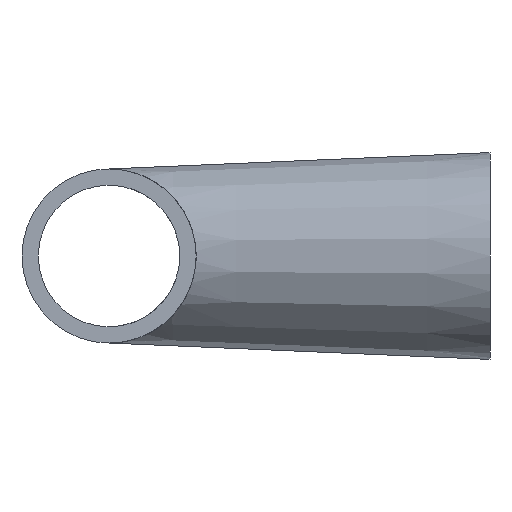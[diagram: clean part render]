
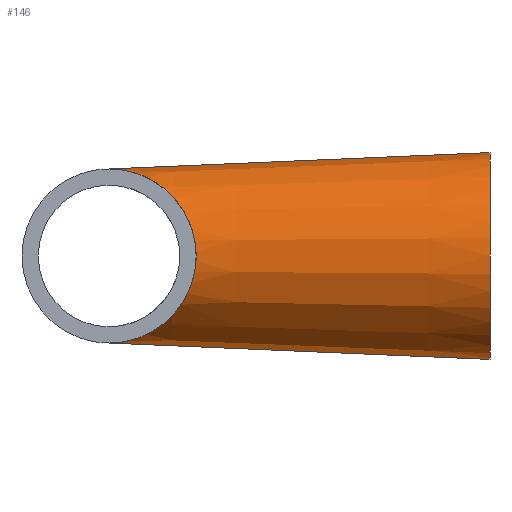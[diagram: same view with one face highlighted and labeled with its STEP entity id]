
A CAD part, left-side view. The second image highlights one B-rep face of the part: STEP entity #146.
In plain terms, the highlighted conical face has half-angle 2.454 degrees and reference radius 8 mm.
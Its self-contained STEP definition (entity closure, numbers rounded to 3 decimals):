
#2 = CARTESIAN_POINT ( 'NONE',  ( -7.933, 27.409, 2.545 ) ) ;
#5 = CARTESIAN_POINT ( 'NONE',  ( -0.301, 34.89, 7.999 ) ) ;
#12 = EDGE_CURVE ( 'NONE', #27, #318, #229, .T. ) ;
#27 = VERTEX_POINT ( 'NONE', #84 ) ;
#30 = ORIENTED_EDGE ( 'NONE', *, *, #377, .F. ) ;
#34 = CARTESIAN_POINT ( 'NONE',  ( -3.764, 31.566, -7.242 ) ) ;
#40 = CARTESIAN_POINT ( 'NONE',  ( -0.687, 34.577, -7.99 ) ) ;
#45 = CARTESIAN_POINT ( 'NONE',  ( -7.957, 27.386, -2.473 ) ) ;
#47 = CARTESIAN_POINT ( 'NONE',  ( 0., 35., 8. ) ) ;
#48 = CARTESIAN_POINT ( 'NONE',  ( -0.159, 34.97, 8. ) ) ;
#51 = CARTESIAN_POINT ( 'NONE',  ( -3.311, 32.017, 7.438 ) ) ;
#71 = VERTEX_POINT ( 'NONE', #86 ) ;
#76 = CARTESIAN_POINT ( 'NONE',  ( -0.163, 34.968, -8. ) ) ;
#78 = EDGE_LOOP ( 'NONE', ( #30, #627, #539, #485, #327 ) ) ;
#83 = CARTESIAN_POINT ( 'NONE',  ( -1.282, 34.017, -7.943 ) ) ;
#84 = CARTESIAN_POINT ( 'NONE',  ( 0., 0., -9.5 ) ) ;
#86 = CARTESIAN_POINT ( 'NONE',  ( 0., 35., 8. ) ) ;
#89 = CARTESIAN_POINT ( 'NONE',  ( -6.398, 28.941, -5.231 ) ) ;
#94 = CARTESIAN_POINT ( 'NONE',  ( -5.007, 30.328, 6.514 ) ) ;
#96 = CARTESIAN_POINT ( 'NONE',  ( -7.746, 27.596, -3.045 ) ) ;
#99 = CARTESIAN_POINT ( 'NONE',  ( -8.32, 27.023, 0.685 ) ) ;
#102 = CARTESIAN_POINT ( 'NONE',  ( -8.239, 27.104, 1.324 ) ) ;
#133 = CARTESIAN_POINT ( 'NONE',  ( -0.305, 34.888, -7.999 ) ) ;
#139 = CARTESIAN_POINT ( 'NONE',  ( -7.176, 28.165, 4.167 ) ) ;
#142 = CARTESIAN_POINT ( 'NONE',  ( 0., 35., -8. ) ) ;
#144 = CARTESIAN_POINT ( 'NONE',  ( -0.367, 34.843, 7.999 ) ) ;
#146 = ADVANCED_FACE ( 'NONE', ( #373 ), #413, .T. ) ;
#147 = LINE ( 'NONE', #142, #607 ) ;
#152 = EDGE_CURVE ( 'NONE', #176, #71, #299, .T. ) ;
#153 = CARTESIAN_POINT ( 'NONE',  ( -1.037, 34.255, 7.968 ) ) ;
#159 = AXIS2_PLACEMENT_3D ( 'NONE', #348, #517, #208 ) ;
#166 = CARTESIAN_POINT ( 'NONE',  ( 0., 35., -8. ) ) ;
#176 = VERTEX_POINT ( 'NONE', #199 ) ;
#177 = CARTESIAN_POINT ( 'NONE',  ( 0., 35., 0. ) ) ;
#182 = CARTESIAN_POINT ( 'NONE',  ( -5.838, 29.5, -5.816 ) ) ;
#187 = CARTESIAN_POINT ( 'NONE',  ( -8.341, 27.001, 0.357 ) ) ;
#196 = CARTESIAN_POINT ( 'NONE',  ( -4.595, 30.739, 6.788 ) ) ;
#198 = DIRECTION ( 'NONE',  ( 0., -0.999, -0.043 ) ) ;
#199 = CARTESIAN_POINT ( 'NONE',  ( -0.001, 35., -8. ) ) ;
#203 = CARTESIAN_POINT ( 'NONE',  ( -1.962, 33.355, 7.842 ) ) ;
#208 = DIRECTION ( 'NONE',  ( 0., 0., 1. ) ) ;
#229 = CIRCLE ( 'NONE', #291, 9.5 ) ;
#239 = DIRECTION ( 'NONE',  ( 0., -0.999, 0.043 ) ) ;
#240 = CARTESIAN_POINT ( 'NONE',  ( -2.418, 32.903, 7.734 ) ) ;
#242 = CARTESIAN_POINT ( 'NONE',  ( -8.344, 26.999, -0.287 ) ) ;
#245 = CARTESIAN_POINT ( 'NONE',  ( -0.679, 34.584, 7.99 ) ) ;
#246 = VECTOR ( 'NONE', #239, 1000. ) ;
#259 = CIRCLE ( 'NONE', #159, 8. ) ;
#275 = CARTESIAN_POINT ( 'NONE',  ( -0.372, 34.839, -7.999 ) ) ;
#280 = CARTESIAN_POINT ( 'NONE',  ( -1.98, 33.337, -7.839 ) ) ;
#285 = CARTESIAN_POINT ( 'NONE',  ( -6.915, 28.425, -4.591 ) ) ;
#290 = CARTESIAN_POINT ( 'NONE',  ( -7.225, 28.116, -4.118 ) ) ;
#291 = AXIS2_PLACEMENT_3D ( 'NONE', #434, #639, #645 ) ;
#293 = CARTESIAN_POINT ( 'NONE',  ( -0.558, 34.693, 7.995 ) ) ;
#297 = CARTESIAN_POINT ( 'NONE',  ( -7.624, 27.717, -3.324 ) ) ;
#299 = B_SPLINE_CURVE_WITH_KNOTS ( 'NONE', 3,
 ( #385, #323, #76, #133, #275, #331, #40, #540, #83, #280, #491, #490, #34, #438, #642, #595, #182, #546, #89, #285, #290, #297, #96, #45, #553, #562, #652, #393, #242, #187, #99, #102, #503, #608, #2, #455, #498, #341, #139, #648, #655, #301, #459, #94, #196, #345, #51, #240, #203, #555, #153, #245, #293, #144, #5, #48, #599, #507 ),
 .UNSPECIFIED., .F., .F.,
 ( 4, 2, 2, 2, 2, 2, 2, 2, 2, 2, 2, 2, 2, 2, 2, 2, 2, 2, 2, 2, 2, 2, 2, 2, 2, 2, 2, 2, 4 ),
 ( 0.053, 0.053, 0.053, 0.054, 0.055, 0.057, 0.059, 0.061, 0.062, 0.063, 0.065, 0.066, 0.066, 0.067, 0.068, 0.069, 0.07, 0.071, 0.072, 0.073, 0.074, 0.076, 0.078, 0.08, 0.082, 0.083, 0.083, 0.084, 0.084 ),
 .UNSPECIFIED. ) ;
#301 = CARTESIAN_POINT ( 'NONE',  ( -6.179, 29.159, 5.494 ) ) ;
#318 = VERTEX_POINT ( 'NONE', #447 ) ;
#323 = CARTESIAN_POINT ( 'NONE',  ( -0.084, 35., -8. ) ) ;
#327 = ORIENTED_EDGE ( 'NONE', *, *, #12, .T. ) ;
#331 = CARTESIAN_POINT ( 'NONE',  ( -0.565, 34.687, -7.995 ) ) ;
#341 = CARTESIAN_POINT ( 'NONE',  ( -7.324, 28.017, 3.915 ) ) ;
#345 = CARTESIAN_POINT ( 'NONE',  ( -3.747, 31.584, 7.25 ) ) ;
#346 = AXIS2_PLACEMENT_3D ( 'NONE', #177, #594, #590 ) ;
#348 = CARTESIAN_POINT ( 'NONE',  ( 0., 35., 0. ) ) ;
#373 = FACE_OUTER_BOUND ( 'NONE', #78, .T. ) ;
#377 = EDGE_CURVE ( 'NONE', #71, #318, #395, .T. ) ;
#385 = CARTESIAN_POINT ( 'NONE',  ( -0.001, 35., -8. ) ) ;
#393 = CARTESIAN_POINT ( 'NONE',  ( -8.326, 27.017, -0.608 ) ) ;
#395 = LINE ( 'NONE', #47, #246 ) ;
#413 = CONICAL_SURFACE ( 'NONE', #346, 8., 0.043 ) ;
#434 = CARTESIAN_POINT ( 'NONE',  ( 0., 0., 0. ) ) ;
#438 = CARTESIAN_POINT ( 'NONE',  ( -4.622, 30.712, -6.771 ) ) ;
#447 = CARTESIAN_POINT ( 'NONE',  ( 0., 0., 9.5 ) ) ;
#455 = CARTESIAN_POINT ( 'NONE',  ( -7.716, 27.626, 3.118 ) ) ;
#459 = CARTESIAN_POINT ( 'NONE',  ( -5.805, 29.533, 5.863 ) ) ;
#480 = EDGE_CURVE ( 'NONE', #571, #27, #147, .T. ) ;
#485 = ORIENTED_EDGE ( 'NONE', *, *, #480, .T. ) ;
#490 = CARTESIAN_POINT ( 'NONE',  ( -3.326, 32.002, -7.432 ) ) ;
#491 = CARTESIAN_POINT ( 'NONE',  ( -2.434, 32.887, -7.73 ) ) ;
#498 = CARTESIAN_POINT ( 'NONE',  ( -7.593, 27.748, 3.391 ) ) ;
#503 = CARTESIAN_POINT ( 'NONE',  ( -8.18, 27.163, 1.636 ) ) ;
#507 = CARTESIAN_POINT ( 'NONE',  ( 0., 35., 8. ) ) ;
#517 = DIRECTION ( 'NONE',  ( 0., 1., 0. ) ) ;
#529 = EDGE_CURVE ( 'NONE', #571, #176, #259, .T. ) ;
#539 = ORIENTED_EDGE ( 'NONE', *, *, #529, .F. ) ;
#540 = CARTESIAN_POINT ( 'NONE',  ( -1.048, 34.245, -7.967 ) ) ;
#546 = CARTESIAN_POINT ( 'NONE',  ( -6.215, 29.124, -5.435 ) ) ;
#553 = CARTESIAN_POINT ( 'NONE',  ( -8.047, 27.295, -2.177 ) ) ;
#555 = CARTESIAN_POINT ( 'NONE',  ( -1.27, 34.03, 7.944 ) ) ;
#562 = CARTESIAN_POINT ( 'NONE',  ( -8.195, 27.148, -1.564 ) ) ;
#571 = VERTEX_POINT ( 'NONE', #166 ) ;
#590 = DIRECTION ( 'NONE',  ( 0., 0., -1. ) ) ;
#594 = DIRECTION ( 'NONE',  ( 0., -1., 0. ) ) ;
#595 = CARTESIAN_POINT ( 'NONE',  ( -5.643, 29.694, -5.993 ) ) ;
#599 = CARTESIAN_POINT ( 'NONE',  ( -0.081, 35., 8. ) ) ;
#607 = VECTOR ( 'NONE', #198, 1000. ) ;
#608 = CARTESIAN_POINT ( 'NONE',  ( -8.027, 27.315, 2.245 ) ) ;
#627 = ORIENTED_EDGE ( 'NONE', *, *, #152, .F. ) ;
#639 = DIRECTION ( 'NONE',  ( 0., 1., 0. ) ) ;
#642 = CARTESIAN_POINT ( 'NONE',  ( -5.044, 30.291, -6.488 ) ) ;
#645 = DIRECTION ( 'NONE',  ( 0., 0., 1. ) ) ;
#648 = CARTESIAN_POINT ( 'NONE',  ( -6.862, 28.478, 4.641 ) ) ;
#652 = CARTESIAN_POINT ( 'NONE',  ( -8.252, 27.091, -1.244 ) ) ;
#655 = CARTESIAN_POINT ( 'NONE',  ( -6.697, 28.643, 4.864 ) ) ;
